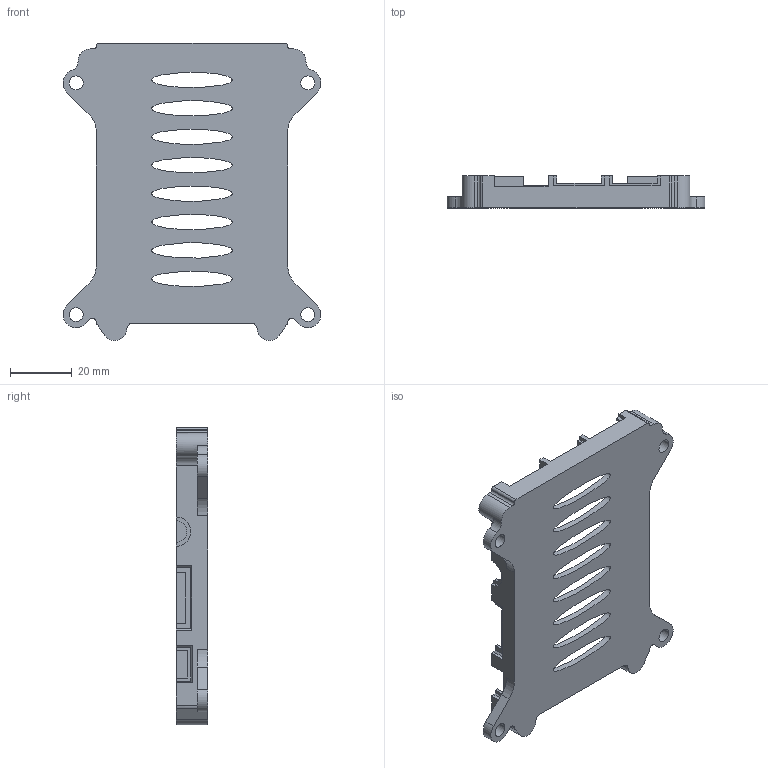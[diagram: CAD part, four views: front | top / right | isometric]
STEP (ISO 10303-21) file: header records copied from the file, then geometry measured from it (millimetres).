
FILE_DESCRIPTION((''),'2;1');
FILE_NAME('RPI2-BOTTOM','2015-07-12T',('MP'),(''),'PRO/ENGINEER BY PARAMETRIC TECHNOLOGY CORPORATION, 2012130','PRO/ENGINEER BY PARAMETRIC TECHNOLOGY CORPORATION, 2012130','');
FILE_SCHEMA(('CONFIG_CONTROL_DESIGN'));
Length unit declared in the file: millimetre
Products named in the file (1): RPI2-BOTTOM
Bounding box: 83.49 x 10.3 x 96.25 mm (x, y, z)
Volume: 16766.8 mm3; surface area: 17810.3 mm2
Topology: 1 solids, 1 shells, 194 faces, 528 edges, 348 vertices
Faces by surface type: plane 106, cylinder 64, extrusion 16, cone 8
Entity records: 6666 total; most frequent: CARTESIAN_POINT 1550, ORIENTED_EDGE 1056, DIRECTION 1040, EDGE_CURVE 528, VECTOR 372, LINE 356, VERTEX_POINT 348, AXIS2_PLACEMENT_3D 334
